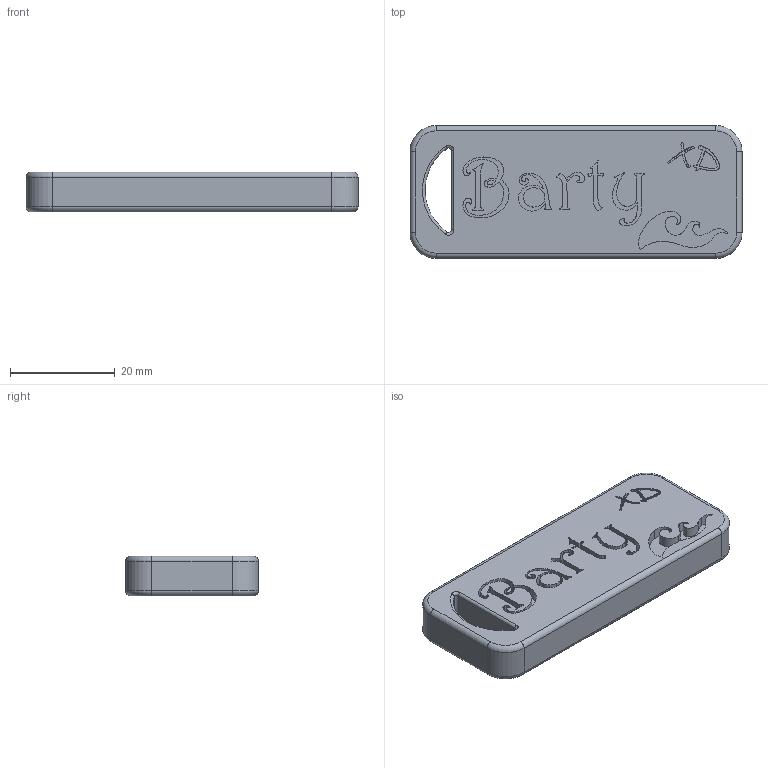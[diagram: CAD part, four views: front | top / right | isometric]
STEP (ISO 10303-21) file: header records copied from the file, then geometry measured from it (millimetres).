
FILE_DESCRIPTION(/* description */ (''),/* implementation_level */ '2;1');
FILE_NAME(/* name */ 'KeyChain.step',/* time_stamp */ '2021-03-17T22:12:58-05:00',/* author */ (''),/* organization */ (''),/* preprocessor_version */ 'ST-DEVELOPER v18.1',/* originating_system */ 'Autodesk Translation Framework v9.7.1.1290',/* authorisation */ '');
FILE_SCHEMA (('AUTOMOTIVE_DESIGN { 1 0 10303 214 3 1 1 }'));
Length unit declared in the file: millimetre
Products named in the file (1): KeyChain
Bounding box: 63.5 x 25.4 x 7.62 mm (x, y, z)
Volume: 11296.8 mm3; surface area: 5185.4 mm2
Topology: 1 solids, 1 shells, 685 faces, 2026 edges, 1336 vertices
Faces by surface type: bspline 398, plane 256, cylinder 17, torus 14
Entity records: 25992 total; most frequent: CARTESIAN_POINT 10693, ORIENTED_EDGE 3972, EDGE_CURVE 1986, DIRECTION 1814, VERTEX_POINT 1316, LINE 1136, VECTOR 1136, B_SPLINE_CURVE_WITH_KNOTS 764
